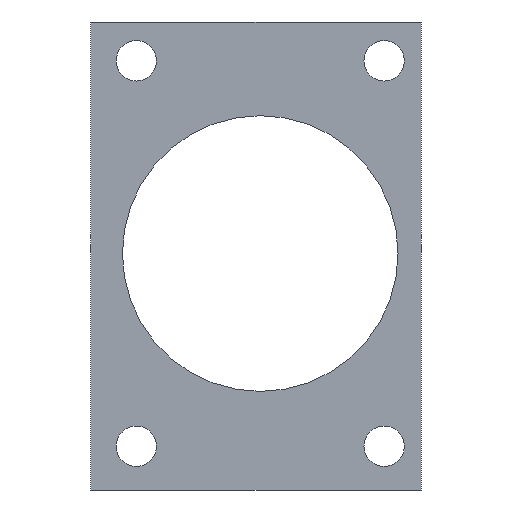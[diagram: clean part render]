
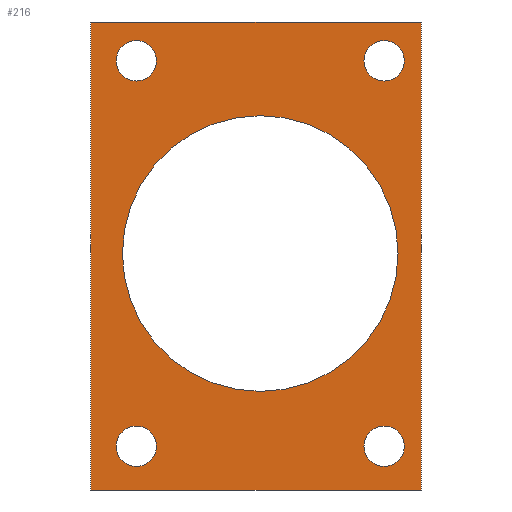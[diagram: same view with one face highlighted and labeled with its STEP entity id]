
A CAD part, front view. The second image highlights one B-rep face of the part: STEP entity #216.
In plain terms, the highlighted planar face has unit normal (0, -1, 0).
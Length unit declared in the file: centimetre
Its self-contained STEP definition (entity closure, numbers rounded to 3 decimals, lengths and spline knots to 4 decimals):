
#19=FACE_BOUND('',#48,.T.);
#20=FACE_BOUND('',#49,.T.);
#21=FACE_BOUND('',#50,.T.);
#22=FACE_BOUND('',#51,.T.);
#23=FACE_BOUND('',#52,.T.);
#29=PLANE('',#244);
#36=FACE_OUTER_BOUND('',#47,.T.);
#47=EDGE_LOOP('',(#160,#161,#162,#163));
#48=EDGE_LOOP('',(#164));
#49=EDGE_LOOP('',(#165));
#50=EDGE_LOOP('',(#166));
#51=EDGE_LOOP('',(#167));
#52=EDGE_LOOP('',(#168));
#68=LINE('',#339,#85);
#69=LINE('',#341,#86);
#70=LINE('',#343,#87);
#71=LINE('',#344,#88);
#85=VECTOR('',#276,1.);
#86=VECTOR('',#277,1.);
#87=VECTOR('',#278,1.);
#88=VECTOR('',#279,1.);
#102=CIRCLE('',#243,0.751);
#103=CIRCLE('',#245,0.11);
#104=CIRCLE('',#246,0.11);
#105=CIRCLE('',#247,0.11);
#106=CIRCLE('',#248,0.11);
#112=VERTEX_POINT('',#333);
#113=VERTEX_POINT('',#337);
#114=VERTEX_POINT('',#338);
#115=VERTEX_POINT('',#340);
#116=VERTEX_POINT('',#342);
#117=VERTEX_POINT('',#345);
#118=VERTEX_POINT('',#347);
#119=VERTEX_POINT('',#349);
#120=VERTEX_POINT('',#351);
#131=EDGE_CURVE('',#112,#112,#102,.T.);
#132=EDGE_CURVE('',#113,#114,#68,.T.);
#133=EDGE_CURVE('',#115,#114,#69,.T.);
#134=EDGE_CURVE('',#116,#115,#70,.T.);
#135=EDGE_CURVE('',#113,#116,#71,.T.);
#136=EDGE_CURVE('',#117,#117,#103,.T.);
#137=EDGE_CURVE('',#118,#118,#104,.T.);
#138=EDGE_CURVE('',#119,#119,#105,.T.);
#139=EDGE_CURVE('',#120,#120,#106,.T.);
#160=ORIENTED_EDGE('',*,*,#132,.T.);
#161=ORIENTED_EDGE('',*,*,#133,.F.);
#162=ORIENTED_EDGE('',*,*,#134,.F.);
#163=ORIENTED_EDGE('',*,*,#135,.F.);
#164=ORIENTED_EDGE('',*,*,#131,.T.);
#165=ORIENTED_EDGE('',*,*,#136,.F.);
#166=ORIENTED_EDGE('',*,*,#137,.F.);
#167=ORIENTED_EDGE('',*,*,#138,.F.);
#168=ORIENTED_EDGE('',*,*,#139,.F.);
#216=ADVANCED_FACE('',(#36,#19,#20,#21,#22,#23),#29,.F.);
#243=AXIS2_PLACEMENT_3D('',#335,#272,#273);
#244=AXIS2_PLACEMENT_3D('',#336,#274,#275);
#245=AXIS2_PLACEMENT_3D('',#346,#280,#281);
#246=AXIS2_PLACEMENT_3D('',#348,#282,#283);
#247=AXIS2_PLACEMENT_3D('',#350,#284,#285);
#248=AXIS2_PLACEMENT_3D('',#352,#286,#287);
#272=DIRECTION('center_axis',(0.,1.,0.));
#273=DIRECTION('ref_axis',(-1.,0.,0.));
#274=DIRECTION('center_axis',(0.,1.,0.));
#275=DIRECTION('ref_axis',(0.,0.,1.));
#276=DIRECTION('',(0.,0.,1.));
#277=DIRECTION('',(1.,0.,0.));
#278=DIRECTION('',(0.,0.,1.));
#279=DIRECTION('',(-1.,0.,0.));
#280=DIRECTION('center_axis',(0.,-1.,0.));
#281=DIRECTION('ref_axis',(0.,0.,-1.));
#282=DIRECTION('center_axis',(0.,-1.,0.));
#283=DIRECTION('ref_axis',(0.,0.,-1.));
#284=DIRECTION('center_axis',(0.,-1.,0.));
#285=DIRECTION('ref_axis',(0.,0.,-1.));
#286=DIRECTION('center_axis',(0.,-1.,0.));
#287=DIRECTION('ref_axis',(0.,0.,-1.));
#333=CARTESIAN_POINT('',(8.924,0.4,6.8884));
#335=CARTESIAN_POINT('Origin',(8.173,0.4,6.8884));
#336=CARTESIAN_POINT('Origin',(8.474,0.4,6.875));
#337=CARTESIAN_POINT('',(9.05,0.4,5.6));
#338=CARTESIAN_POINT('',(9.05,0.4,8.15));
#339=CARTESIAN_POINT('',(9.05,0.4,6.8817));
#340=CARTESIAN_POINT('',(7.25,0.4,8.15));
#341=CARTESIAN_POINT('',(7.25,0.4,8.15));
#342=CARTESIAN_POINT('',(7.25,0.4,5.6));
#343=CARTESIAN_POINT('',(7.25,0.4,8.05));
#344=CARTESIAN_POINT('',(9.05,0.4,5.6));
#345=CARTESIAN_POINT('',(8.848,0.4,8.0484));
#346=CARTESIAN_POINT('Origin',(8.848,0.4,7.9384));
#347=CARTESIAN_POINT('',(7.498,0.4,5.9484));
#348=CARTESIAN_POINT('Origin',(7.498,0.4,5.8384));
#349=CARTESIAN_POINT('',(7.498,0.4,8.0484));
#350=CARTESIAN_POINT('Origin',(7.498,0.4,7.9384));
#351=CARTESIAN_POINT('',(8.848,0.4,5.9484));
#352=CARTESIAN_POINT('Origin',(8.848,0.4,5.8384));
